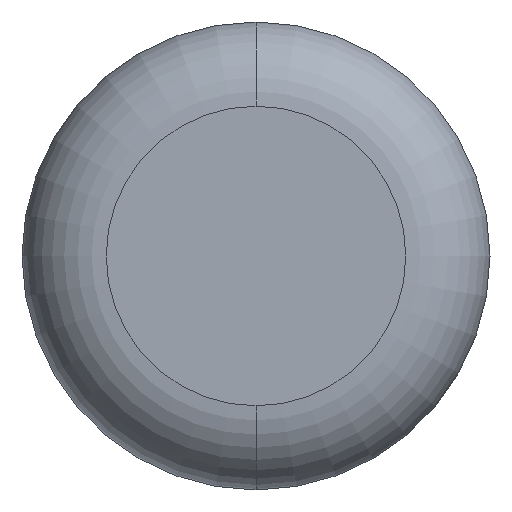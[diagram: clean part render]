
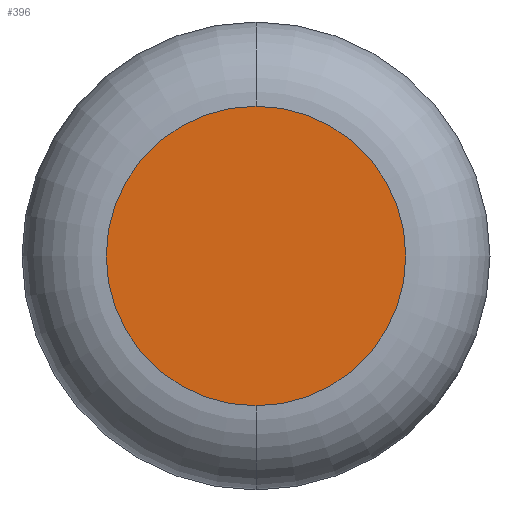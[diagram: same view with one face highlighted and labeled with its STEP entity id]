
A CAD part, front view. The second image highlights one B-rep face of the part: STEP entity #396.
In plain terms, the highlighted planar face has unit normal (0, -1, 0).
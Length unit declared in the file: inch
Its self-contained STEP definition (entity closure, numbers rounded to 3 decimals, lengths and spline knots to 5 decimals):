
#16 = CARTESIAN_POINT ( 'NONE',  ( 0., 0., -0.16 ) ) ;
#20 = DIRECTION ( 'NONE',  ( 0., -1., 0. ) ) ;
#24 = PLANE ( 'NONE',  #324 ) ;
#46 = EDGE_CURVE ( 'NONE', #423, #116, #92, .T. ) ;
#72 = AXIS2_PLACEMENT_3D ( 'NONE', #120, #300, #527 ) ;
#92 = CIRCLE ( 'NONE', #314, 0.16 ) ;
#116 = VERTEX_POINT ( 'NONE', #16 ) ;
#120 = CARTESIAN_POINT ( 'NONE',  ( 0., 0., 0. ) ) ;
#208 = FACE_OUTER_BOUND ( 'NONE', #377, .T. ) ;
#229 = CARTESIAN_POINT ( 'NONE',  ( 0., 0., 0. ) ) ;
#280 = ORIENTED_EDGE ( 'NONE', *, *, #46, .T. ) ;
#300 = DIRECTION ( 'NONE',  ( 0., -1., 0. ) ) ;
#308 = CARTESIAN_POINT ( 'NONE',  ( 0., 0., 0. ) ) ;
#314 = AXIS2_PLACEMENT_3D ( 'NONE', #308, #20, #425 ) ;
#322 = CARTESIAN_POINT ( 'NONE',  ( 0., 0., 0.16 ) ) ;
#324 = AXIS2_PLACEMENT_3D ( 'NONE', #229, #366, #407 ) ;
#366 = DIRECTION ( 'NONE',  ( 0., -1., 0. ) ) ;
#377 = EDGE_LOOP ( 'NONE', ( #394, #280 ) ) ;
#394 = ORIENTED_EDGE ( 'NONE', *, *, #504, .T. ) ;
#396 = ADVANCED_FACE ( 'NONE', ( #208 ), #24, .T. ) ;
#400 = CIRCLE ( 'NONE', #72, 0.16 ) ;
#407 = DIRECTION ( 'NONE',  ( 0., 0., -1. ) ) ;
#423 = VERTEX_POINT ( 'NONE', #322 ) ;
#425 = DIRECTION ( 'NONE',  ( 0., 0., -1. ) ) ;
#504 = EDGE_CURVE ( 'NONE', #116, #423, #400, .T. ) ;
#527 = DIRECTION ( 'NONE',  ( 0., 0., -1. ) ) ;
